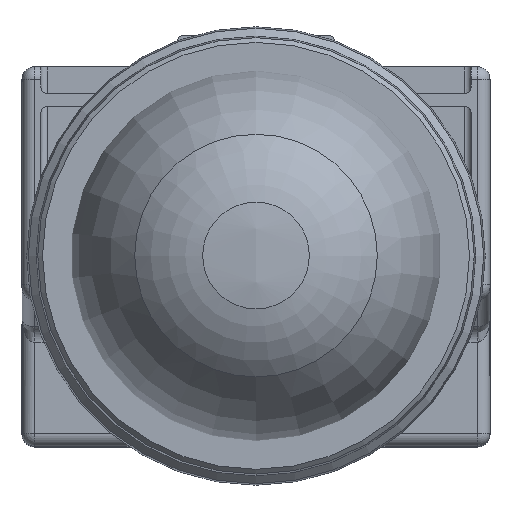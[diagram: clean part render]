
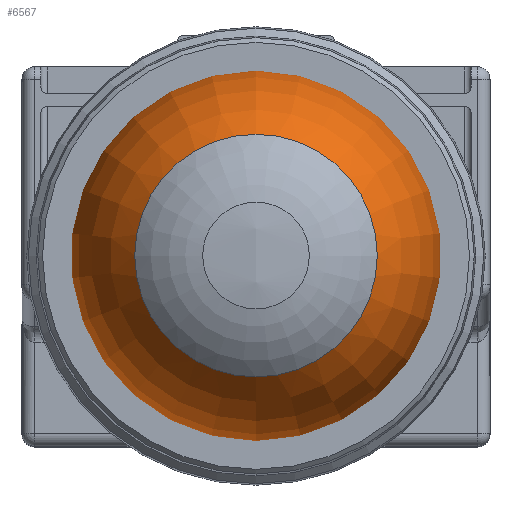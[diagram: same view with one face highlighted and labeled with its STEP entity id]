
A CAD part, top view. The second image highlights one B-rep face of the part: STEP entity #6567.
In plain terms, the highlighted toroidal (fillet/blend) face has major radius 3.2 mm and minor radius 15 mm.
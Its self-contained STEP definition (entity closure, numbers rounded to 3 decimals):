
#65 = CIRCLE ( 'NONE', #2808, 7.672 ) ;
#454 = FACE_OUTER_BOUND ( 'NONE', #7685, .T. ) ;
#559 = CARTESIAN_POINT ( 'NONE',  ( 0., 0., 4.5 ) ) ;
#1245 = EDGE_CURVE ( 'NONE', #4591, #4591, #8150, .T. ) ;
#1595 = EDGE_LOOP ( 'NONE', ( #8836 ) ) ;
#2060 = DIRECTION ( 'NONE',  ( 0., 0., 1. ) ) ;
#2084 = DIRECTION ( 'NONE',  ( 0., 1., 0. ) ) ;
#2172 = DIRECTION ( 'NONE',  ( 0., -1., 0. ) ) ;
#2808 = AXIS2_PLACEMENT_3D ( 'NONE', #7191, #9522, #2084 ) ;
#2982 = DIRECTION ( 'NONE',  ( 0., 0., 1. ) ) ;
#4022 = TOROIDAL_SURFACE ( 'NONE', #10103, -3.2, 15. ) ;
#4591 = VERTEX_POINT ( 'NONE', #7100 ) ;
#4630 = EDGE_CURVE ( 'NONE', #6997, #6997, #65, .T. ) ;
#5300 = FACE_OUTER_BOUND ( 'NONE', #1595, .T. ) ;
#6172 = CARTESIAN_POINT ( 'NONE',  ( 0., 7.672, 14.835 ) ) ;
#6567 = ADVANCED_FACE ( 'NONE', ( #5300, #454 ), #4022, .T. ) ;
#6997 = VERTEX_POINT ( 'NONE', #6172 ) ;
#7051 = DIRECTION ( 'NONE',  ( 0., -1., 0. ) ) ;
#7100 = CARTESIAN_POINT ( 'NONE',  ( 0., -11.8, 4.5 ) ) ;
#7105 = CARTESIAN_POINT ( 'NONE',  ( 0., 0., 4.5 ) ) ;
#7191 = CARTESIAN_POINT ( 'NONE',  ( 0., 0., 14.835 ) ) ;
#7685 = EDGE_LOOP ( 'NONE', ( #9049 ) ) ;
#8150 = CIRCLE ( 'NONE', #9521, 11.8 ) ;
#8836 = ORIENTED_EDGE ( 'NONE', *, *, #4630, .T. ) ;
#9049 = ORIENTED_EDGE ( 'NONE', *, *, #1245, .T. ) ;
#9521 = AXIS2_PLACEMENT_3D ( 'NONE', #559, #2982, #7051 ) ;
#9522 = DIRECTION ( 'NONE',  ( 0., 0., -1. ) ) ;
#10103 = AXIS2_PLACEMENT_3D ( 'NONE', #7105, #2060, #2172 ) ;
